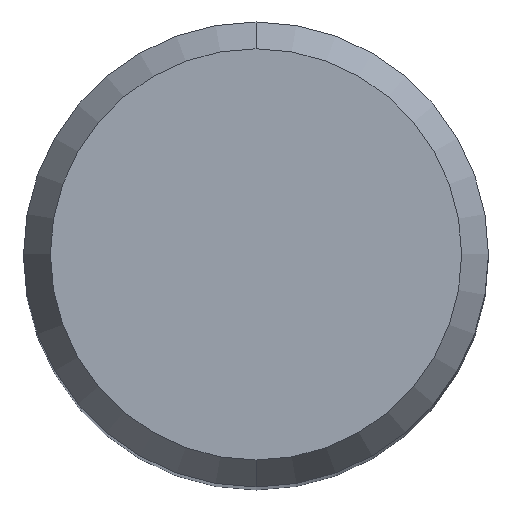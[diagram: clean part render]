
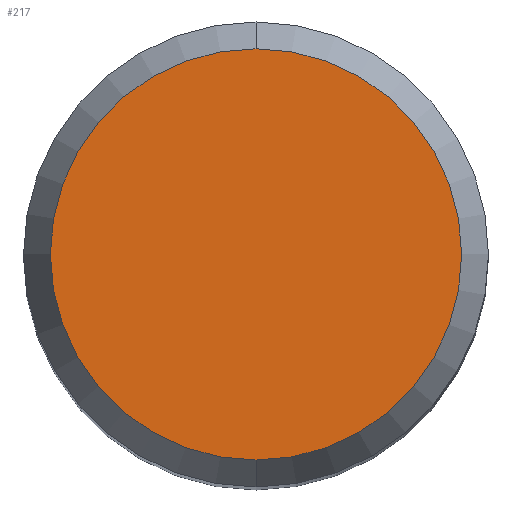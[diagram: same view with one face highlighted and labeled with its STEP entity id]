
A CAD part, top view. The second image highlights one B-rep face of the part: STEP entity #217.
In plain terms, the highlighted planar face has unit normal (0, 0, 1).
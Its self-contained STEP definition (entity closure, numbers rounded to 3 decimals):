
#179=EDGE_CURVE('',#271,#269,#470,.T.);
#217=ADVANCED_FACE('',(#514),#515,.T.);
#269=VERTEX_POINT('',#572);
#271=VERTEX_POINT('',#574);
#413=EDGE_CURVE('',#269,#271,#730,.T.);
#470=CIRCLE('',#796,4.423);
#514=FACE_OUTER_BOUND('',#888,.T.);
#515=PLANE('',#889);
#572=CARTESIAN_POINT('',(0.0,4.423,0.0));
#574=CARTESIAN_POINT('',(0.,-4.423,0.0));
#730=CIRCLE('',#1311,4.423);
#796=AXIS2_PLACEMENT_3D('',#1415,#1416,#1417);
#888=EDGE_LOOP('',(#1489,#1490));
#889=AXIS2_PLACEMENT_3D('',#1491,#1492,#1493);
#1311=AXIS2_PLACEMENT_3D('',#1722,#1723,#1724);
#1415=CARTESIAN_POINT('',(0.0,0.0,0.0));
#1416=DIRECTION('',(0.0,0.0,-1.0));
#1417=DIRECTION('',(0.0,1.0,0.0));
#1489=ORIENTED_EDGE('',*,*,#413,.F.);
#1490=ORIENTED_EDGE('',*,*,#179,.F.);
#1491=CARTESIAN_POINT('',(0.0,2.211,0.0));
#1492=DIRECTION('',(-0.0,0.0,1.0));
#1493=DIRECTION('',(0.0,-1.0,0.0));
#1722=CARTESIAN_POINT('',(0.0,0.0,0.0));
#1723=DIRECTION('',(0.0,0.0,-1.0));
#1724=DIRECTION('',(0.0,1.0,0.0));
